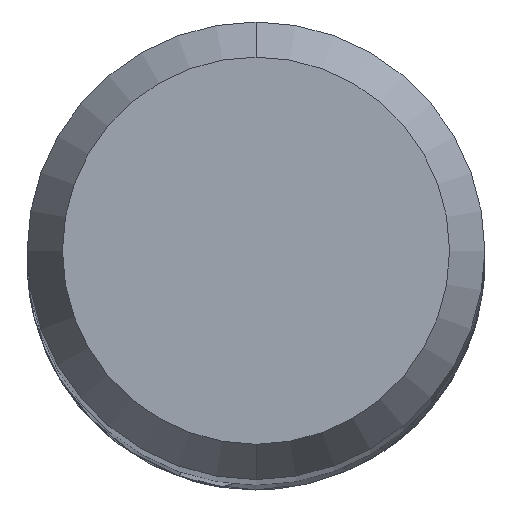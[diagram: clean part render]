
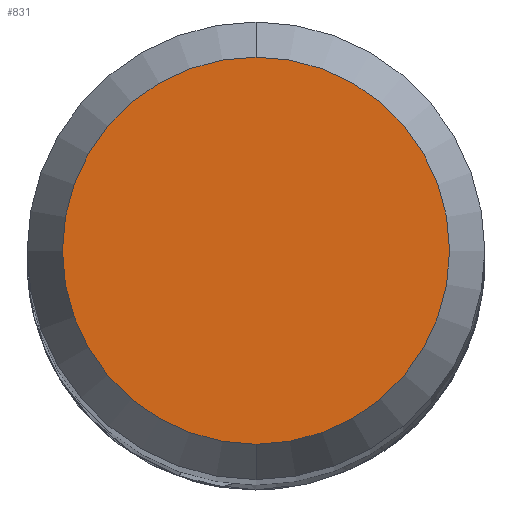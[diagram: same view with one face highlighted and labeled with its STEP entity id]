
A CAD part, top view. The second image highlights one B-rep face of the part: STEP entity #831.
In plain terms, the highlighted planar face has unit normal (0, 0, 1).
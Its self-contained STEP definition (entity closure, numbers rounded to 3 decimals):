
#831=ADVANCED_FACE('',(#2069),#2070,.T.);
#1429=EDGE_CURVE('',#1813,#1669,#2727,.T.);
#1583=EDGE_CURVE('',#1669,#1813,#2899,.T.);
#1669=VERTEX_POINT('',#2987);
#1813=VERTEX_POINT('',#3138);
#2069=FACE_OUTER_BOUND('',#5335,.T.);
#2070=PLANE('',#5336);
#2727=CIRCLE('',#10251,2.538);
#2899=CIRCLE('',#11510,2.538);
#2987=CARTESIAN_POINT('',(0.0,2.538,0.0));
#3138=CARTESIAN_POINT('',(0.,-2.538,0.0));
#5335=EDGE_LOOP('',(#13460,#13461));
#5336=AXIS2_PLACEMENT_3D('',#13462,#13463,#13464);
#10251=AXIS2_PLACEMENT_3D('',#14175,#14176,#14177);
#11510=AXIS2_PLACEMENT_3D('',#14434,#14435,#14436);
#13460=ORIENTED_EDGE('',*,*,#1583,.F.);
#13461=ORIENTED_EDGE('',*,*,#1429,.F.);
#13462=CARTESIAN_POINT('',(0.0,1.269,0.0));
#13463=DIRECTION('',(-0.0,0.0,1.0));
#13464=DIRECTION('',(0.0,-1.0,0.0));
#14175=CARTESIAN_POINT('',(0.0,0.0,0.0));
#14176=DIRECTION('',(0.0,0.0,-1.0));
#14177=DIRECTION('',(0.0,1.0,0.0));
#14434=CARTESIAN_POINT('',(0.0,0.0,0.0));
#14435=DIRECTION('',(0.0,0.0,-1.0));
#14436=DIRECTION('',(0.0,1.0,0.0));
